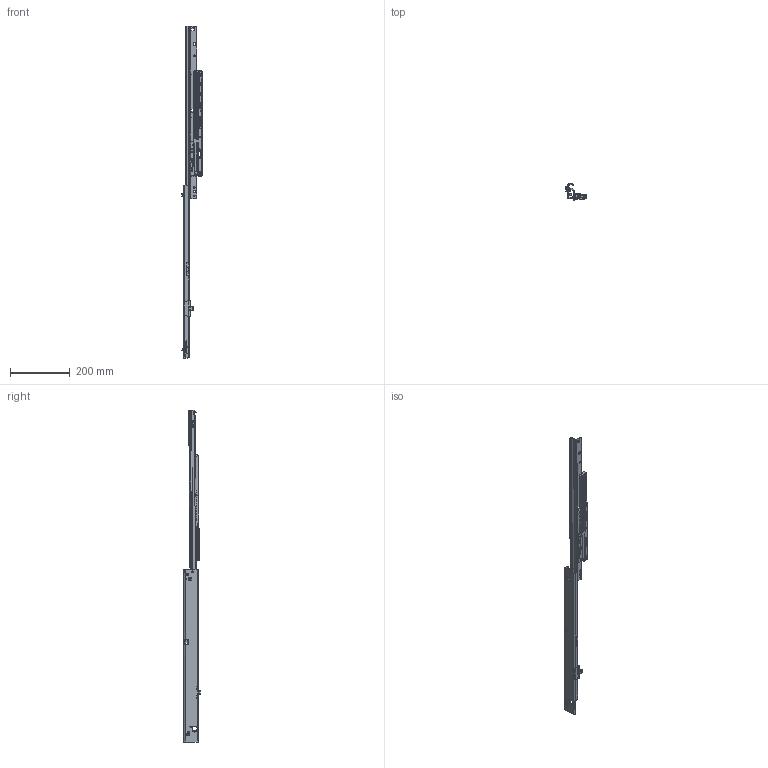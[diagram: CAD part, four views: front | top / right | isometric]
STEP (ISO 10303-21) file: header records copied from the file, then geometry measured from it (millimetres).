
FILE_DESCRIPTION (( 'STEP AP214' ), '1' );
FILE_NAME ('FR 7075_A_SMT.0550mm_22inch_U007_open_left.STEP', '2022-11-21T15:30:01', ( '' ), ( '' ), 'SwSTEP 2.0', 'SolidWorks 2020', '' );
FILE_SCHEMA (( 'AUTOMOTIVE_DESIGN' ));
Length unit declared in the file: millimetre
Products named in the file (10): 7075A.XXX-01.A081_NL  550; 7075A.XXX-01.U006_NL  550; MT-012; FR 7075_A_SMT.0550mm_22inch_U007_open_left; SE-093_Hub 100; SM-047_ausgefahren; 7100A.XXX-03.U017_NL  550 ausgefahren; MT-012.Softierung; 7100A.XXX-03.A124_NL  550
Assembly tree (9 placements, depth 4):
  FR 7075_A_SMT.0550mm_22inch_U007_open_left
    7075A.XXX-01.U006_NL  550
      7075A.XXX-01.A081_NL  550
      MT-012
        MT-012
        MT-012.Softierung
    7100A.XXX-03.U017_NL  550 ausgefahren
      7100A.XXX-03.A124_NL  550
      SM-047_ausgefahren
        SE-093_Hub 100
Bounding box: 68.18 x 55.75 x 1115.02 mm (x, y, z)
Volume: 225382.1 mm3; surface area: 216448.3 mm2
Topology: 5 solids, 5 shells, 3826 faces, 9762 edges, 5688 vertices
Faces by surface type: cylinder 1560, plane 1186, torus 454, bspline 346, sphere 216, cone 64
Entity records: 126430 total; most frequent: CARTESIAN_POINT 36731, ORIENTED_EDGE 19030, DIRECTION 18334, EDGE_CURVE 9515, AXIS2_PLACEMENT_3D 6693, VERTEX_POINT 5684, LINE 4948, VECTOR 4948
